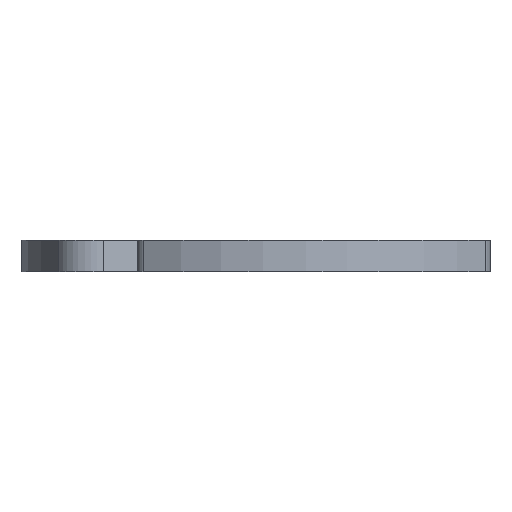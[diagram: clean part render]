
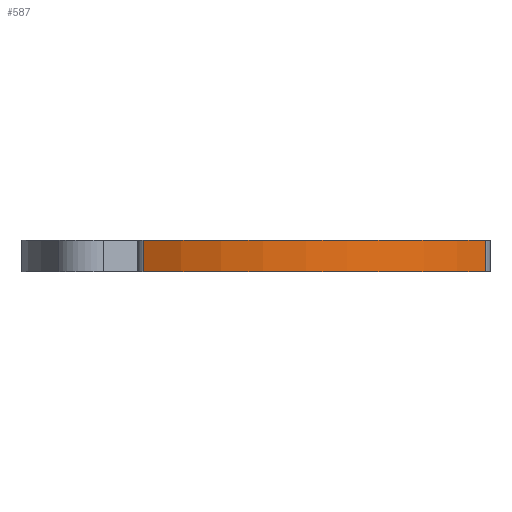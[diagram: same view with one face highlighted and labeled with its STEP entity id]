
A CAD part, front view. The second image highlights one B-rep face of the part: STEP entity #587.
In plain terms, the highlighted cylindrical face has radius 10.477 mm (diameter 20.955 mm), a partial arc.
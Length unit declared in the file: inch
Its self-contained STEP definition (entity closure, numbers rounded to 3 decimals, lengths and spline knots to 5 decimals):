
#35=FACE_OUTER_BOUND('',#67,.T.);
#67=EDGE_LOOP('',(#461,#462,#463,#464));
#94=LINE('',#913,#140);
#118=LINE('',#1036,#164);
#140=VECTOR('',#712,39.37008);
#164=VECTOR('',#830,39.37008);
#189=CIRCLE('',#629,0.4125);
#209=CIRCLE('',#650,0.4125);
#232=VERTEX_POINT('',#907);
#234=VERTEX_POINT('',#911);
#239=VERTEX_POINT('',#924);
#265=VERTEX_POINT('',#979);
#294=EDGE_CURVE('',#232,#234,#94,.T.);
#299=EDGE_CURVE('',#239,#232,#189,.T.);
#328=EDGE_CURVE('',#265,#234,#209,.T.);
#358=EDGE_CURVE('',#265,#239,#118,.T.);
#461=ORIENTED_EDGE('',*,*,#328,.F.);
#462=ORIENTED_EDGE('',*,*,#358,.T.);
#463=ORIENTED_EDGE('',*,*,#299,.T.);
#464=ORIENTED_EDGE('',*,*,#294,.T.);
#563=CYLINDRICAL_SURFACE('',#671,0.4125);
#587=ADVANCED_FACE('',(#35),#563,.T.);
#629=AXIS2_PLACEMENT_3D('',#925,#723,#724);
#650=AXIS2_PLACEMENT_3D('',#981,#774,#775);
#671=AXIS2_PLACEMENT_3D('',#1035,#828,#829);
#712=DIRECTION('',(0.,0.,-1.));
#723=DIRECTION('center_axis',(0.,0.,-1.));
#724=DIRECTION('ref_axis',(1.,0.,0.));
#774=DIRECTION('center_axis',(0.,0.,-1.));
#775=DIRECTION('ref_axis',(1.,0.,0.));
#828=DIRECTION('center_axis',(0.,0.,-1.));
#829=DIRECTION('ref_axis',(-1.,0.,0.));
#830=DIRECTION('',(0.,0.,1.));
#907=CARTESIAN_POINT('',(-0.21711,-0.35074,0.05));
#911=CARTESIAN_POINT('',(-0.21711,-0.35074,0.));
#913=CARTESIAN_POINT('',(-0.21711,-0.35074,0.05));
#924=CARTESIAN_POINT('',(0.33033,-0.24705,0.05));
#925=CARTESIAN_POINT('Origin',(0.,0.,0.05));
#979=CARTESIAN_POINT('',(0.33033,-0.24705,0.));
#981=CARTESIAN_POINT('Origin',(0.,0.,0.));
#1035=CARTESIAN_POINT('Origin',(0.,0.,0.05));
#1036=CARTESIAN_POINT('',(0.33033,-0.24705,0.05));
